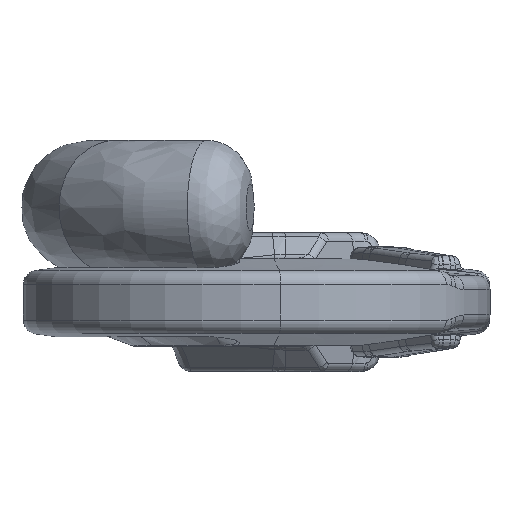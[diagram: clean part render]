
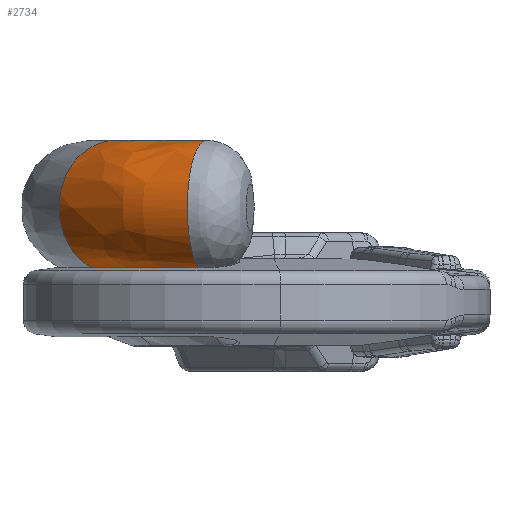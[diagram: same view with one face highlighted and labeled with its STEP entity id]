
A CAD part, left-side view. The second image highlights one B-rep face of the part: STEP entity #2734.
In plain terms, the highlighted free-form (B-spline) face has degree [4, 3] with [14, 5] control points.
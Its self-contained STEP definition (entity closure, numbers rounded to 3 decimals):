
#1395=(
BOUNDED_SURFACE()
B_SPLINE_SURFACE(4,3,((#46716,#46717,#46718,#46719,#46720),(#46721,#46722,
#46723,#46724,#46725),(#46726,#46727,#46728,#46729,#46730),(#46731,#46732,
#46733,#46734,#46735),(#46736,#46737,#46738,#46739,#46740),(#46741,#46742,
#46743,#46744,#46745),(#46746,#46747,#46748,#46749,#46750),(#46751,#46752,
#46753,#46754,#46755),(#46756,#46757,#46758,#46759,#46760),(#46761,#46762,
#46763,#46764,#46765),(#46766,#46767,#46768,#46769,#46770),(#46771,#46772,
#46773,#46774,#46775),(#46776,#46777,#46778,#46779,#46780),(#46781,#46782,
#46783,#46784,#46785)),.UNSPECIFIED.,.T.,.F.,.F.)
B_SPLINE_SURFACE_WITH_KNOTS((2,3,3,3,3,3,2),(4,1,4),(-0.25,0.,0.25,0.5,
0.75,1.,1.25),(0.,0.1,1.),.UNSPECIFIED.)
GEOMETRIC_REPRESENTATION_ITEM()
RATIONAL_B_SPLINE_SURFACE(((1.017,1.017,1.017,
1.017,1.017),(1.017,1.017,1.017,
1.017,1.017),(0.958,0.958,0.958,
0.958,0.958),(1.017,1.017,1.017,
1.017,1.017),(1.017,1.017,1.017,
1.017,1.017),(0.958,0.958,0.958,
0.958,0.958),(1.017,1.017,1.017,
1.017,1.017),(1.017,1.017,1.017,
1.017,1.017),(0.958,0.958,0.958,
0.958,0.958),(1.017,1.017,1.017,
1.017,1.017),(1.017,1.017,1.017,
1.017,1.017),(0.958,0.958,0.958,
0.958,0.958),(1.017,1.017,1.017,
1.017,1.017),(1.017,1.017,1.017,
1.017,1.017)))
REPRESENTATION_ITEM('')
SURFACE()
);
#1581=(
BOUNDED_CURVE()
B_SPLINE_CURVE(4,(#46701,#46702,#46703,#46704,#46705,#46706,#46707,#46708,
#46709,#46710,#46711,#46712,#46713,#46714),.UNSPECIFIED.,.T.,.F.)
B_SPLINE_CURVE_WITH_KNOTS((2,3,3,3,3,3,2),(-0.25,0.,0.25,0.5,0.75,1.,1.25),
 .UNSPECIFIED.)
CURVE()
GEOMETRIC_REPRESENTATION_ITEM()
RATIONAL_B_SPLINE_CURVE((1.017,1.017,0.958,
1.017,1.017,0.958,1.017,1.017,
0.958,1.017,1.017,0.958,1.017,
1.017))
REPRESENTATION_ITEM('')
);
#1656=FACE_BOUND('',#6021,.T.);
#1657=FACE_BOUND('',#6022,.T.);
#2734=ADVANCED_FACE('',(#1656,#1657),#1395,.F.);
#6021=EDGE_LOOP('',(#12850));
#6022=EDGE_LOOP('',(#12851));
#12850=ORIENTED_EDGE('',*,*,#20092,.T.);
#12851=ORIENTED_EDGE('',*,*,#20093,.T.);
#17188=VERTEX_POINT('',#46700);
#17189=VERTEX_POINT('',#46715);
#20092=EDGE_CURVE('',#17188,#17188,#22830,.T.);
#20093=EDGE_CURVE('',#17189,#17189,#1581,.T.);
#22830=B_SPLINE_CURVE_WITH_KNOTS('',3,(#46682,#46683,#46684,#46685,#46686,
#46687,#46688,#46689,#46690,#46691,#46692,#46693,#46694,#46695,#46696,#46697,
#46698,#46699),.UNSPECIFIED.,.T.,.F.,(2,2,2,2,2,2,2,2,2,2,2),(-0.125,0.,
0.125,0.25,0.375,0.5,0.625,0.75,0.875,1.,1.125),.UNSPECIFIED.);
#46682=CARTESIAN_POINT('',(-39.951,17.942,33.881));
#46683=CARTESIAN_POINT('',(-32.791,15.696,35.479));
#46684=CARTESIAN_POINT('',(-28.982,14.439,34.723));
#46685=CARTESIAN_POINT('',(-22.98,12.368,30.625));
#46686=CARTESIAN_POINT('',(-20.783,11.56,27.257));
#46687=CARTESIAN_POINT('',(-19.283,11.008,19.833));
#46688=CARTESIAN_POINT('',(-19.974,11.27,15.802));
#46689=CARTESIAN_POINT('',(-23.88,12.678,9.417));
#46690=CARTESIAN_POINT('',(-27.072,13.798,7.109));
#46691=CARTESIAN_POINT('',(-34.095,16.116,5.532));
#46692=CARTESIAN_POINT('',(-37.964,17.327,6.266));
#46693=CARTESIAN_POINT('',(-44.082,19.177,10.393));
#46694=CARTESIAN_POINT('',(-46.316,19.823,13.762));
#46695=CARTESIAN_POINT('',(-47.844,20.265,21.158));
#46696=CARTESIAN_POINT('',(-47.138,20.065,25.188));
#46697=CARTESIAN_POINT('',(-43.156,18.896,31.575));
#46698=CARTESIAN_POINT('',(-39.951,17.942,33.881));
#46699=CARTESIAN_POINT('',(-32.791,15.696,35.479));
#46700=CARTESIAN_POINT('',(-36.371,16.819,34.68));
#46701=CARTESIAN_POINT('',(-14.216,31.315,35.));
#46702=CARTESIAN_POINT('',(-19.713,39.971,35.));
#46703=CARTESIAN_POINT('',(-23.364,45.72,32.437));
#46704=CARTESIAN_POINT('',(-24.738,47.884,25.627));
#46705=CARTESIAN_POINT('',(-24.738,47.884,15.373));
#46706=CARTESIAN_POINT('',(-23.364,45.72,8.563));
#46707=CARTESIAN_POINT('',(-19.713,39.971,6.));
#46708=CARTESIAN_POINT('',(-14.216,31.315,6.));
#46709=CARTESIAN_POINT('',(-10.566,25.566,8.563));
#46710=CARTESIAN_POINT('',(-9.191,23.402,15.373));
#46711=CARTESIAN_POINT('',(-9.191,23.402,25.627));
#46712=CARTESIAN_POINT('',(-10.566,25.566,32.437));
#46713=CARTESIAN_POINT('',(-14.216,31.315,35.));
#46714=CARTESIAN_POINT('',(-19.713,39.971,35.));
#46715=CARTESIAN_POINT('',(-16.965,35.643,35.));
#46716=CARTESIAN_POINT('',(-19.713,39.971,35.));
#46717=CARTESIAN_POINT('',(-20.821,39.27,35.));
#46718=CARTESIAN_POINT('',(-31.576,31.783,35.));
#46719=CARTESIAN_POINT('',(-39.12,19.852,35.));
#46720=CARTESIAN_POINT('',(-41.142,7.54,35.));
#46721=CARTESIAN_POINT('',(-14.216,31.315,35.));
#46722=CARTESIAN_POINT('',(-15.078,30.769,35.));
#46723=CARTESIAN_POINT('',(-23.498,24.909,35.));
#46724=CARTESIAN_POINT('',(-29.455,15.519,35.));
#46725=CARTESIAN_POINT('',(-31.027,5.864,35.));
#46726=CARTESIAN_POINT('',(-10.566,25.566,32.437));
#46727=CARTESIAN_POINT('',(-11.264,25.123,32.437));
#46728=CARTESIAN_POINT('',(-18.131,20.344,32.437));
#46729=CARTESIAN_POINT('',(-23.034,12.64,32.437));
#46730=CARTESIAN_POINT('',(-24.308,4.75,32.437));
#46731=CARTESIAN_POINT('',(-9.191,23.402,25.627));
#46732=CARTESIAN_POINT('',(-9.829,22.998,25.627));
#46733=CARTESIAN_POINT('',(-16.112,18.625,25.627));
#46734=CARTESIAN_POINT('',(-20.618,11.557,25.627));
#46735=CARTESIAN_POINT('',(-21.78,4.331,25.627));
#46736=CARTESIAN_POINT('',(-9.191,23.402,15.373));
#46737=CARTESIAN_POINT('',(-9.829,22.998,15.373));
#46738=CARTESIAN_POINT('',(-16.112,18.625,15.373));
#46739=CARTESIAN_POINT('',(-20.618,11.557,15.373));
#46740=CARTESIAN_POINT('',(-21.78,4.331,15.373));
#46741=CARTESIAN_POINT('',(-10.566,25.566,8.563));
#46742=CARTESIAN_POINT('',(-11.264,25.123,8.563));
#46743=CARTESIAN_POINT('',(-18.131,20.344,8.563));
#46744=CARTESIAN_POINT('',(-23.034,12.64,8.563));
#46745=CARTESIAN_POINT('',(-24.308,4.75,8.563));
#46746=CARTESIAN_POINT('',(-14.216,31.315,6.));
#46747=CARTESIAN_POINT('',(-15.078,30.769,6.));
#46748=CARTESIAN_POINT('',(-23.498,24.909,6.));
#46749=CARTESIAN_POINT('',(-29.455,15.519,6.));
#46750=CARTESIAN_POINT('',(-31.027,5.864,6.));
#46751=CARTESIAN_POINT('',(-19.713,39.971,6.));
#46752=CARTESIAN_POINT('',(-20.821,39.27,6.));
#46753=CARTESIAN_POINT('',(-31.576,31.783,6.));
#46754=CARTESIAN_POINT('',(-39.12,19.852,6.));
#46755=CARTESIAN_POINT('',(-41.142,7.54,6.));
#46756=CARTESIAN_POINT('',(-23.364,45.72,8.563));
#46757=CARTESIAN_POINT('',(-24.635,44.916,8.563));
#46758=CARTESIAN_POINT('',(-36.943,36.348,8.563));
#46759=CARTESIAN_POINT('',(-45.541,22.73,8.563));
#46760=CARTESIAN_POINT('',(-47.86,8.654,8.563));
#46761=CARTESIAN_POINT('',(-24.738,47.884,15.373));
#46762=CARTESIAN_POINT('',(-26.071,47.041,15.373));
#46763=CARTESIAN_POINT('',(-38.962,38.067,15.373));
#46764=CARTESIAN_POINT('',(-47.957,23.813,15.373));
#46765=CARTESIAN_POINT('',(-50.389,9.073,15.373));
#46766=CARTESIAN_POINT('',(-24.738,47.884,25.627));
#46767=CARTESIAN_POINT('',(-26.071,47.041,25.627));
#46768=CARTESIAN_POINT('',(-38.962,38.067,25.627));
#46769=CARTESIAN_POINT('',(-47.957,23.813,25.627));
#46770=CARTESIAN_POINT('',(-50.389,9.073,25.627));
#46771=CARTESIAN_POINT('',(-23.364,45.72,32.437));
#46772=CARTESIAN_POINT('',(-24.635,44.916,32.437));
#46773=CARTESIAN_POINT('',(-36.943,36.348,32.437));
#46774=CARTESIAN_POINT('',(-45.541,22.73,32.437));
#46775=CARTESIAN_POINT('',(-47.86,8.654,32.437));
#46776=CARTESIAN_POINT('',(-19.713,39.971,35.));
#46777=CARTESIAN_POINT('',(-20.821,39.27,35.));
#46778=CARTESIAN_POINT('',(-31.576,31.783,35.));
#46779=CARTESIAN_POINT('',(-39.12,19.852,35.));
#46780=CARTESIAN_POINT('',(-41.142,7.54,35.));
#46781=CARTESIAN_POINT('',(-14.216,31.315,35.));
#46782=CARTESIAN_POINT('',(-15.078,30.769,35.));
#46783=CARTESIAN_POINT('',(-23.498,24.909,35.));
#46784=CARTESIAN_POINT('',(-29.455,15.519,35.));
#46785=CARTESIAN_POINT('',(-31.027,5.864,35.));
